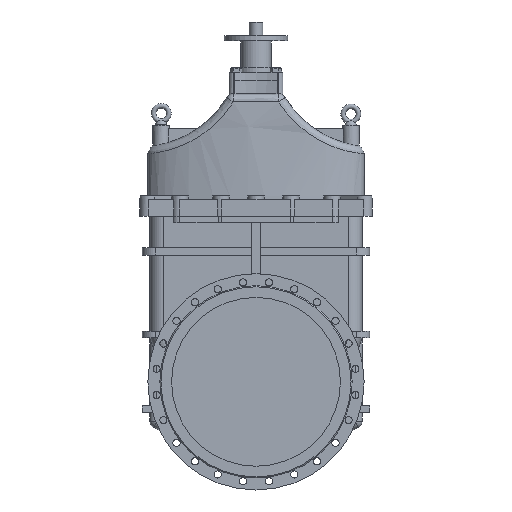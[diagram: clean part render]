
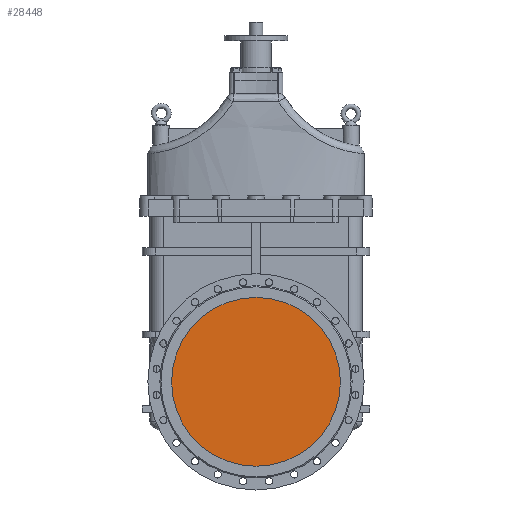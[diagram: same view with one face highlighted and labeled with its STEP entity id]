
A CAD part, left-side view. The second image highlights one B-rep face of the part: STEP entity #28448.
In plain terms, the highlighted planar face has unit normal (-1, 0, 0).
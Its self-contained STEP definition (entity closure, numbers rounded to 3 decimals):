
#28448=ADVANCED_FACE('',(#60877),#60879,.T.);
#60877=FACE_BOUND('',#60878,.T.);
#60878=EDGE_LOOP('',(#98118));
#60879=PLANE('',#60880);
#60880=AXIS2_PLACEMENT_3D('',#60881,#60882,#60883);
#60881=CARTESIAN_POINT('',(153027.474,-14418.186,122.433));
#60882=DIRECTION('',(-1.,0.,0.));
#60883=DIRECTION('',(0.,1.,0.));
#98118=ORIENTED_EDGE('',*,*,#113902,.F.);
#113902=EDGE_CURVE('',#132683,#132683,#132684,.T.);
#132683=VERTEX_POINT('',#172353);
#132684=CIRCLE('',#172354,427.995);
#172353=CARTESIAN_POINT('',(153027.474,-13968.2,134.635));
#172354=AXIS2_PLACEMENT_3D('',#172355,#172356,#172357);
#172355=CARTESIAN_POINT('',(153027.474,-14360.311,306.183));
#172356=DIRECTION('',(1.,0.,0.));
#172357=DIRECTION('',(0.,0.,1.));
